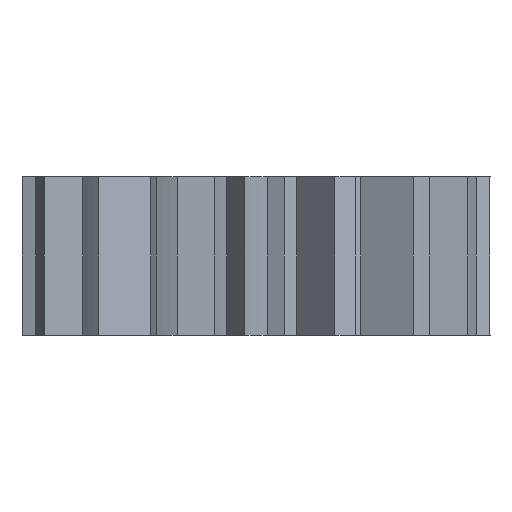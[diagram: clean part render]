
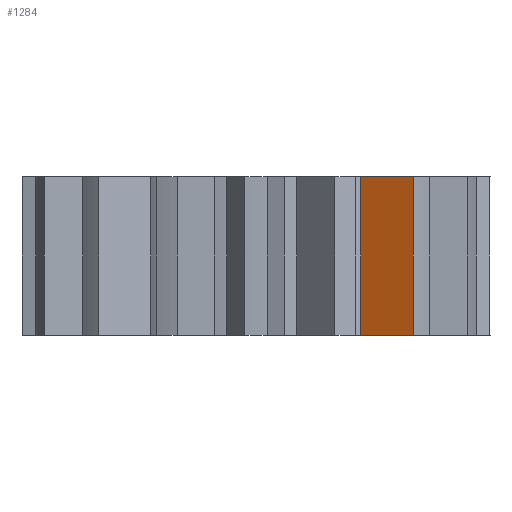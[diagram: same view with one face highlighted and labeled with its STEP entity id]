
A CAD part, front view. The second image highlights one B-rep face of the part: STEP entity #1284.
In plain terms, the highlighted planar face has unit normal (-0.459, -0.888, 0).
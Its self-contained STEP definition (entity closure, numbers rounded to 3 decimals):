
#29=PLANE('',#1397);
#76=FACE_OUTER_BOUND('',#143,.T.);
#143=EDGE_LOOP('',(#936,#937,#938,#939));
#236=LINE('',#2029,#365);
#237=LINE('',#2032,#366);
#238=LINE('',#2034,#367);
#239=LINE('',#2035,#368);
#365=VECTOR('',#1632,10.);
#366=VECTOR('',#1635,10.);
#367=VECTOR('',#1636,10.);
#368=VECTOR('',#1637,10.);
#561=VERTEX_POINT('',#2025);
#562=VERTEX_POINT('',#2027);
#563=VERTEX_POINT('',#2031);
#564=VERTEX_POINT('',#2033);
#716=EDGE_CURVE('',#561,#562,#236,.T.);
#717=EDGE_CURVE('',#563,#561,#237,.T.);
#718=EDGE_CURVE('',#564,#562,#238,.T.);
#719=EDGE_CURVE('',#563,#564,#239,.T.);
#936=ORIENTED_EDGE('',*,*,#717,.T.);
#937=ORIENTED_EDGE('',*,*,#716,.T.);
#938=ORIENTED_EDGE('',*,*,#718,.F.);
#939=ORIENTED_EDGE('',*,*,#719,.F.);
#1284=ADVANCED_FACE('',(#76),#29,.T.);
#1397=AXIS2_PLACEMENT_3D('',#2030,#1633,#1634);
#1632=DIRECTION('',(0.,0.,1.));
#1633=DIRECTION('center_axis',(-0.459,-0.888,0.));
#1634=DIRECTION('ref_axis',(0.888,-0.459,0.));
#1635=DIRECTION('',(0.888,-0.459,0.));
#1636=DIRECTION('',(0.888,-0.459,0.));
#1637=DIRECTION('',(0.,0.,1.));
#2025=CARTESIAN_POINT('',(9.91,-10.925,0.));
#2027=CARTESIAN_POINT('',(9.91,-10.925,10.));
#2029=CARTESIAN_POINT('',(9.91,-10.925,0.));
#2030=CARTESIAN_POINT('Origin',(6.605,-9.217,0.));
#2031=CARTESIAN_POINT('',(6.605,-9.217,0.));
#2032=CARTESIAN_POINT('',(6.605,-9.217,0.));
#2033=CARTESIAN_POINT('',(6.605,-9.217,10.));
#2034=CARTESIAN_POINT('',(6.605,-9.217,10.));
#2035=CARTESIAN_POINT('',(6.605,-9.217,0.));
